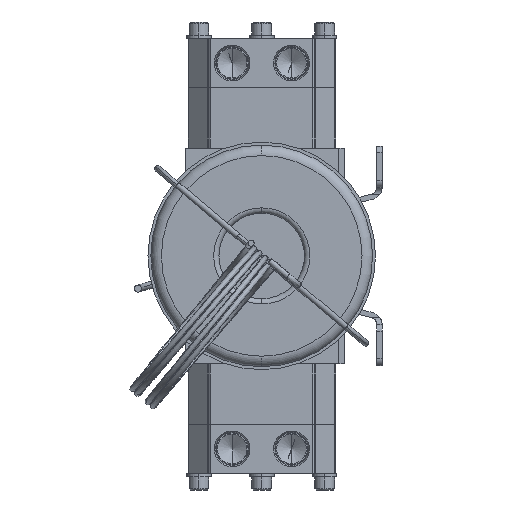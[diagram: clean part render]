
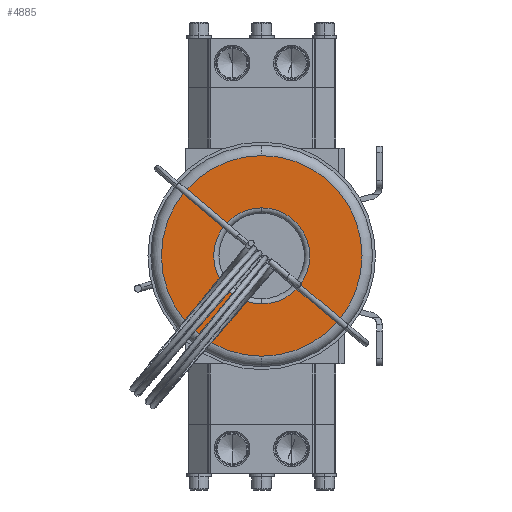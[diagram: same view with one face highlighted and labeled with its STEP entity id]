
A CAD part, left-side view. The second image highlights one B-rep face of the part: STEP entity #4885.
In plain terms, the highlighted planar face has unit normal (-1, 0, 0).
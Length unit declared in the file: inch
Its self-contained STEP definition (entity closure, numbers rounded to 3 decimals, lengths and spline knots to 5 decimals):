
#314 = ORIENTED_EDGE ( 'NONE', *, *, #23664, .T. ) ;
#704 = CIRCLE ( 'NONE', #21488, 0.91 ) ;
#2542 = VERTEX_POINT ( 'NONE', #14408 ) ;
#3276 = CARTESIAN_POINT ( 'NONE',  ( -8.731, 0., 0. ) ) ;
#3455 = CARTESIAN_POINT ( 'NONE',  ( -8.731, 2.1, 0. ) ) ;
#4885 = ADVANCED_FACE ( 'NONE', ( #24420, #29182 ), #10633, .F. ) ;
#5116 = EDGE_LOOP ( 'NONE', ( #314, #6489 ) ) ;
#5660 = DIRECTION ( 'NONE',  ( 0., 0., -1. ) ) ;
#6255 = EDGE_CURVE ( 'NONE', #7839, #2542, #20978, .T. ) ;
#6489 = ORIENTED_EDGE ( 'NONE', *, *, #6255, .T. ) ;
#7493 = EDGE_CURVE ( 'NONE', #26240, #9938, #8325, .T. ) ;
#7839 = VERTEX_POINT ( 'NONE', #14716 ) ;
#8325 = CIRCLE ( 'NONE', #14480, 1.9 ) ;
#9938 = VERTEX_POINT ( 'NONE', #24413 ) ;
#10520 = CARTESIAN_POINT ( 'NONE',  ( -8.731, 0., 0. ) ) ;
#10633 = PLANE ( 'NONE',  #11442 ) ;
#11342 = ORIENTED_EDGE ( 'NONE', *, *, #7493, .T. ) ;
#11442 = AXIS2_PLACEMENT_3D ( 'NONE', #3455, #13017, #29573 ) ;
#12731 = AXIS2_PLACEMENT_3D ( 'NONE', #10520, #27103, #12897 ) ;
#12897 = DIRECTION ( 'NONE',  ( 0., 0., -1. ) ) ;
#13017 = DIRECTION ( 'NONE',  ( 1., 0., 0. ) ) ;
#13356 = CARTESIAN_POINT ( 'NONE',  ( -8.731, 0., 0. ) ) ;
#13391 = DIRECTION ( 'NONE',  ( -1., 0., 0. ) ) ;
#14408 = CARTESIAN_POINT ( 'NONE',  ( -8.731, 0., -0.91 ) ) ;
#14480 = AXIS2_PLACEMENT_3D ( 'NONE', #27588, #13391, #29955 ) ;
#14716 = CARTESIAN_POINT ( 'NONE',  ( -8.731, 0., 0.91 ) ) ;
#15744 = DIRECTION ( 'NONE',  ( 0., 0., -1. ) ) ;
#16459 = AXIS2_PLACEMENT_3D ( 'NONE', #13356, #29922, #15744 ) ;
#16919 = CARTESIAN_POINT ( 'NONE',  ( -8.731, 0., -1.9 ) ) ;
#18253 = CIRCLE ( 'NONE', #12731, 1.9 ) ;
#19910 = DIRECTION ( 'NONE',  ( 1., 0., 0. ) ) ;
#20978 = CIRCLE ( 'NONE', #16459, 0.91 ) ;
#21488 = AXIS2_PLACEMENT_3D ( 'NONE', #3276, #19910, #5660 ) ;
#22693 = EDGE_CURVE ( 'NONE', #9938, #26240, #18253, .T. ) ;
#23664 = EDGE_CURVE ( 'NONE', #2542, #7839, #704, .T. ) ;
#24413 = CARTESIAN_POINT ( 'NONE',  ( -8.731, 0., 1.9 ) ) ;
#24420 = FACE_BOUND ( 'NONE', #5116, .T. ) ;
#25241 = ORIENTED_EDGE ( 'NONE', *, *, #22693, .T. ) ;
#25304 = EDGE_LOOP ( 'NONE', ( #11342, #25241 ) ) ;
#26240 = VERTEX_POINT ( 'NONE', #16919 ) ;
#27103 = DIRECTION ( 'NONE',  ( -1., 0., 0. ) ) ;
#27588 = CARTESIAN_POINT ( 'NONE',  ( -8.731, 0., 0. ) ) ;
#29182 = FACE_OUTER_BOUND ( 'NONE', #25304, .T. ) ;
#29573 = DIRECTION ( 'NONE',  ( 0., 0., -1. ) ) ;
#29922 = DIRECTION ( 'NONE',  ( 1., 0., 0. ) ) ;
#29955 = DIRECTION ( 'NONE',  ( 0., 0., -1. ) ) ;
